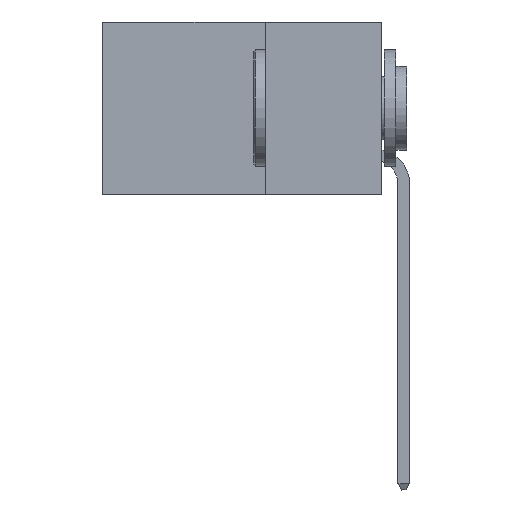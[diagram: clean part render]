
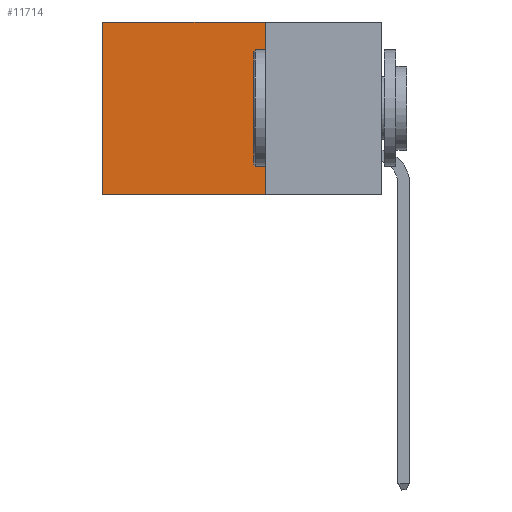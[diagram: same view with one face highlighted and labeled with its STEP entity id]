
A CAD part, left-side view. The second image highlights one B-rep face of the part: STEP entity #11714.
In plain terms, the highlighted planar face has unit normal (-1, 0, 0).
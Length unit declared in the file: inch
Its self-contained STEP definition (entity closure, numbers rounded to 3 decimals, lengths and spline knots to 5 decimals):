
#33 = VERTEX_POINT ( 'NONE', #40605 ) ;
#1148 = CARTESIAN_POINT ( 'NONE',  ( 0.2875, 0.6, 0. ) ) ;
#1869 = DIRECTION ( 'NONE',  ( 0., 1., 0. ) ) ;
#1913 = VECTOR ( 'NONE', #46491, 39.37008 ) ;
#2211 = CARTESIAN_POINT ( 'NONE',  ( 0.2875, 0.25, 0. ) ) ;
#5087 = VECTOR ( 'NONE', #1869, 39.37008 ) ;
#7071 = DIRECTION ( 'NONE',  ( 0., 0., -1. ) ) ;
#7235 = VERTEX_POINT ( 'NONE', #29100 ) ;
#7485 = EDGE_CURVE ( 'NONE', #19516, #33, #14849, .T. ) ;
#8812 = DIRECTION ( 'NONE',  ( 0., 0., -1. ) ) ;
#9961 = LINE ( 'NONE', #1148, #22098 ) ;
#11714 = ADVANCED_FACE ( 'NONE', ( #19145 ), #33999, .F. ) ;
#11775 = VECTOR ( 'NONE', #20098, 39.37008 ) ;
#12580 = ORIENTED_EDGE ( 'NONE', *, *, #39011, .T. ) ;
#13453 = LINE ( 'NONE', #19123, #1913 ) ;
#14261 = CARTESIAN_POINT ( 'NONE',  ( 0.2875, 0.25, 0. ) ) ;
#14849 = LINE ( 'NONE', #2211, #11775 ) ;
#16537 = LINE ( 'NONE', #40421, #5087 ) ;
#19123 = CARTESIAN_POINT ( 'NONE',  ( 0.2875, 0.25, -0.37 ) ) ;
#19145 = FACE_OUTER_BOUND ( 'NONE', #21941, .T. ) ;
#19393 = EDGE_CURVE ( 'NONE', #19516, #7235, #16537, .T. ) ;
#19516 = VERTEX_POINT ( 'NONE', #14261 ) ;
#20098 = DIRECTION ( 'NONE',  ( 0., 0., -1. ) ) ;
#21941 = EDGE_LOOP ( 'NONE', ( #12580, #46064, #26596, #33498 ) ) ;
#22098 = VECTOR ( 'NONE', #8812, 39.37008 ) ;
#26596 = ORIENTED_EDGE ( 'NONE', *, *, #7485, .F. ) ;
#26899 = AXIS2_PLACEMENT_3D ( 'NONE', #29910, #49671, #7071 ) ;
#29100 = CARTESIAN_POINT ( 'NONE',  ( 0.2875, 0.6, 0. ) ) ;
#29910 = CARTESIAN_POINT ( 'NONE',  ( 0.2875, 0.25, 0. ) ) ;
#33498 = ORIENTED_EDGE ( 'NONE', *, *, #19393, .T. ) ;
#33999 = PLANE ( 'NONE',  #26899 ) ;
#39011 = EDGE_CURVE ( 'NONE', #7235, #46943, #9961, .T. ) ;
#40421 = CARTESIAN_POINT ( 'NONE',  ( 0.2875, 0.25, 0. ) ) ;
#40605 = CARTESIAN_POINT ( 'NONE',  ( 0.2875, 0.25, -0.37 ) ) ;
#41313 = CARTESIAN_POINT ( 'NONE',  ( 0.2875, 0.6, -0.37 ) ) ;
#45254 = EDGE_CURVE ( 'NONE', #33, #46943, #13453, .T. ) ;
#46064 = ORIENTED_EDGE ( 'NONE', *, *, #45254, .F. ) ;
#46491 = DIRECTION ( 'NONE',  ( 0., 1., 0. ) ) ;
#46943 = VERTEX_POINT ( 'NONE', #41313 ) ;
#49671 = DIRECTION ( 'NONE',  ( 1., 0., 0. ) ) ;
